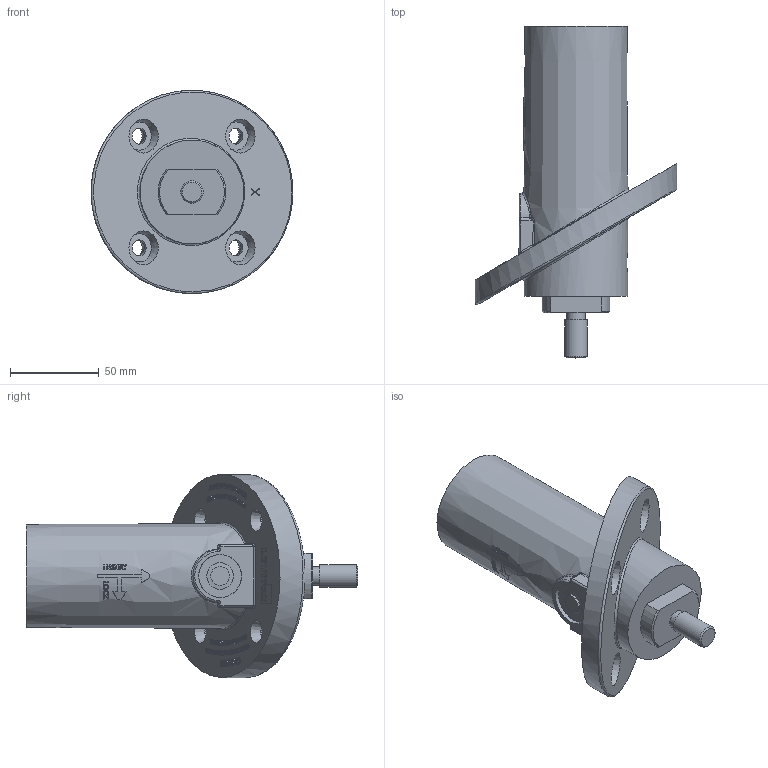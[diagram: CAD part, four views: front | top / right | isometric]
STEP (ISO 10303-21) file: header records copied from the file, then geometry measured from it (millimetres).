
FILE_DESCRIPTION (( 'STEP AP214' ), '1' );
FILE_NAME ('CATSTD-23R23-0SX-M01.STEP', '2021-01-08T14:43:13', ( '' ), ( '' ), 'SwSTEP 2.0', 'SolidWorks 2020', '' );
FILE_SCHEMA (( 'AUTOMOTIVE_DESIGN' ));
Length unit declared in the file: inch
Products named in the file (1): CATSTD-23R23-0SX-M01
Bounding box: 113.51 x 186.69 x 114.26 mm (x, y, z)
Volume: 455892.2 mm3; surface area: 74068.2 mm2
Topology: 1 solids, 7 shells, 1461 faces, 3827 edges, 2537 vertices
Faces by surface type: plane 907, bspline 444, cylinder 64, cone 31, torus 8, sphere 7
Full cylindrical faces by diameter (mm): 2.083 x1, 2.438 x1, 5.08 x1, 9.017 x4, 10.312 x1, 10.49 x1, 10.922 x1, 12.662 x1, 24.13 x1, 58.42 x1
Entity records: 103387 total; most frequent: CARTESIAN_POINT 52135, ORIENTED_EDGE 7542, DIRECTION 4942, EDGE_CURVE 3771, VERTEX_POINT 2519, VECTOR 2498, LINE 2498, EDGE_LOOP 1678
